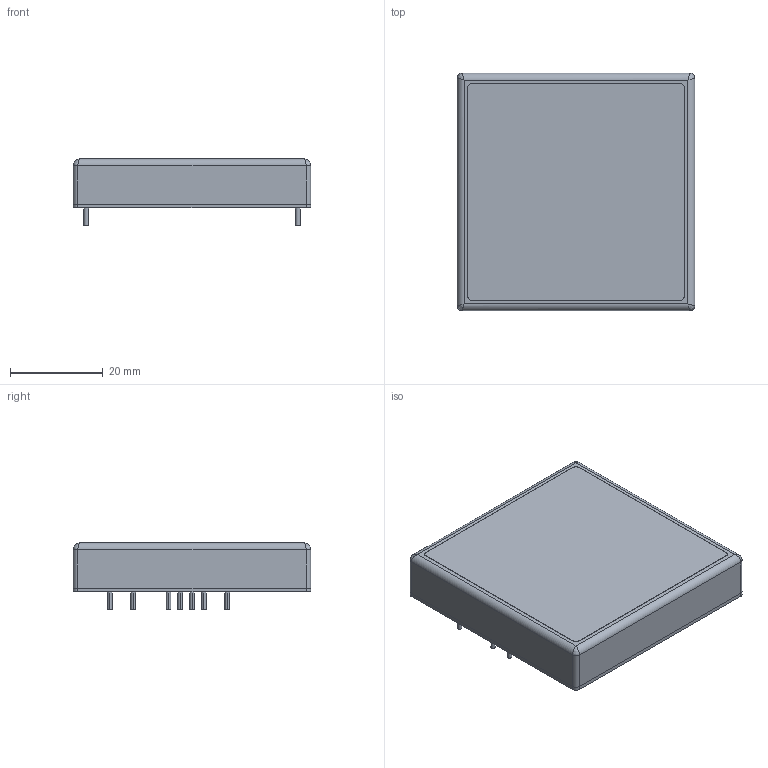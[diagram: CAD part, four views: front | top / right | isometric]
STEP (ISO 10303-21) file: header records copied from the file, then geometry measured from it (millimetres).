
FILE_DESCRIPTION((''),'2;1');
FILE_NAME('DCDC_TRACO_TEN60.stp','2011-03-28T13:25:45',(''),(''),'Mechanical Desktop 2011','Mechanical Desktop 2011',', , ');
FILE_SCHEMA(('AUTOMOTIVE_DESIGN { 1 2 10303 214 1 1 1 1 }'));
Length unit declared in the file: millimetre
Products named in the file (1): Product
Bounding box: 51.3 x 51.3 x 14.5 mm (x, y, z)
Volume: 28032.3 mm3; surface area: 17053.4 mm2
Topology: 11 solids, 11 shells, 70 faces, 136 edges, 84 vertices
Faces by surface type: plane 34, cylinder 32, bspline 4
Entity records: 2004 total; most frequent: CARTESIAN_POINT 483, DIRECTION 330, ORIENTED_EDGE 264, EDGE_CURVE 132, AXIS2_PLACEMENT_3D 131, VERTEX_POINT 84, EDGE_LOOP 70, FACE_OUTER_BOUND 70
